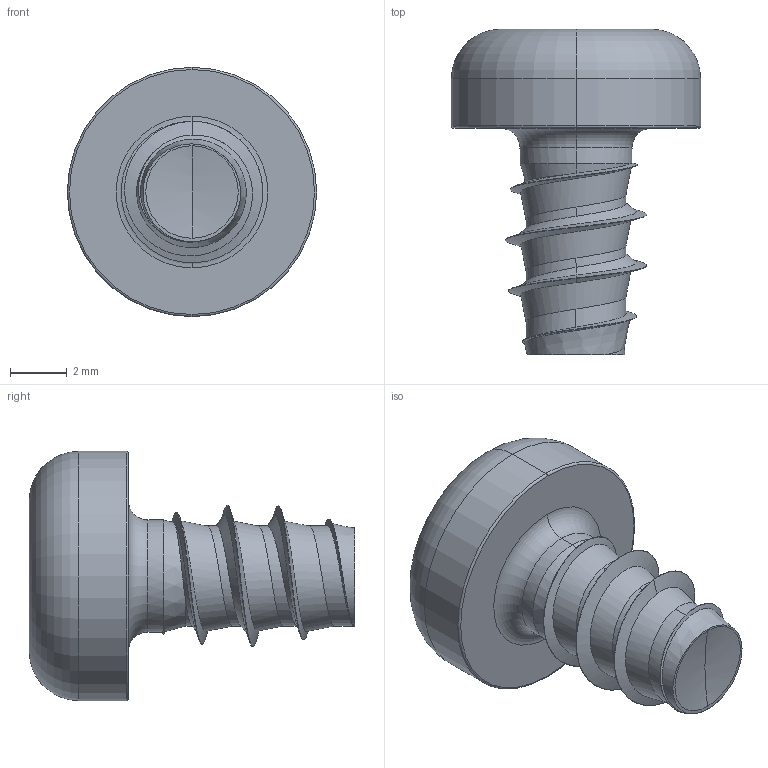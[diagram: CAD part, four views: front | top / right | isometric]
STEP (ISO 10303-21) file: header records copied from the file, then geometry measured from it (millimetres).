
FILE_DESCRIPTION (( 'STEP AP203' ), '1' );
FILE_NAME ('STP390500080.STEP', '2017-08-15T19:49:34', ( '' ), ( '' ), 'SwSTEP 2.0', 'SolidWorks 2015', '' );
FILE_SCHEMA (( 'CONFIG_CONTROL_DESIGN' ));
Length unit declared in the file: millimetre
Products named in the file (1): STP390500080
Bounding box: 8.8 x 11.49 x 8.8 mm (x, y, z)
Volume: 260.8 mm3; surface area: 347.2 mm2
Topology: 1 solids, 1 shells, 91 faces, 219 edges, 130 vertices
Faces by surface type: bspline 35, cylinder 33, cone 11, torus 6, sphere 4, plane 2
Entity records: 12136 total; most frequent: CARTESIAN_POINT 10265, ORIENTED_EDGE 434, DIRECTION 288, EDGE_CURVE 217, VERTEX_POINT 130, AXIS2_PLACEMENT_3D 120, B_SPLINE_CURVE_WITH_KNOTS 99, EDGE_LOOP 93
